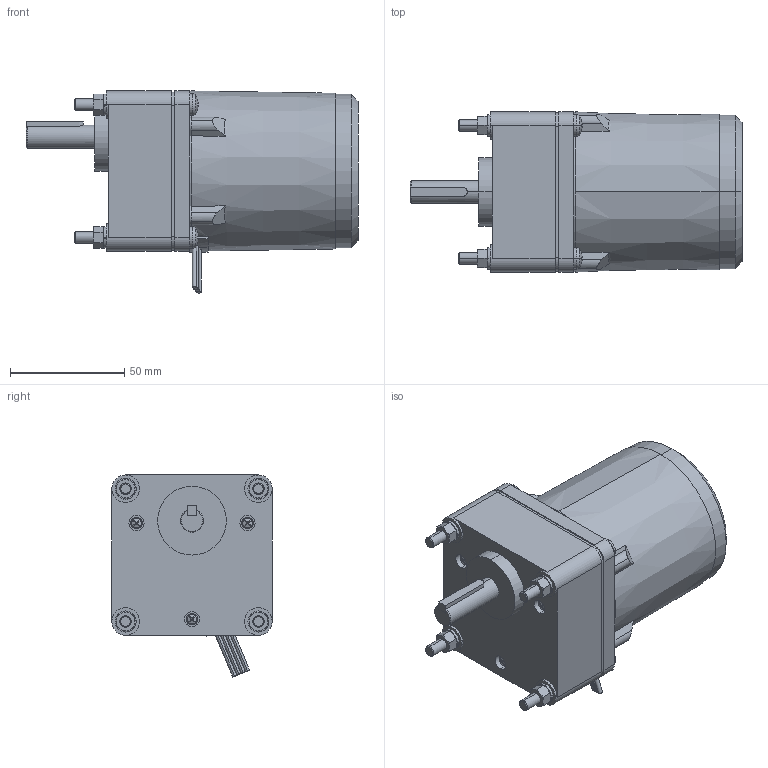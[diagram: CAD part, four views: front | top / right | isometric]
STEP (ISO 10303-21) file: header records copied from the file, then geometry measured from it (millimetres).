
FILE_DESCRIPTION(('starvars output'),'2;1');
FILE_NAME('7bp3-18.stp','11:14:51 2014/09/12',( 'Thomas Industrial Network Germany GmbH'),( 'Thomas Industrial Network Germany GmbH'),'unknown preprocess','ACIS' ,'unknown authorization');
FILE_SCHEMA(('AUTOMOTIVE_DESIGN_CC2 {UNKNOWN IMPLEMENTATION LEVEL}'));
Length unit declared in the file: millimetre
Products named in the file (1): PRODUCT_ID_33
Bounding box: 145 x 70 x 88.27 mm (x, y, z)
Volume: 456237.4 mm3; surface area: 40458.9 mm2
Topology: 1 solids, 5 shells, 444 faces, 1079 edges, 670 vertices
Faces by surface type: plane 205, cylinder 119, cone 92, bspline 14, torus 14
Entity records: 15136 total; most frequent: CARTESIAN_POINT 2927, ORIENTED_EDGE 2158, DIRECTION 1346, EDGE_CURVE 1079, VERTEX_POINT 670, EDGE_LOOP 485, FACE_BOUND 485, AXIS2_PLACEMENT_3D 458
